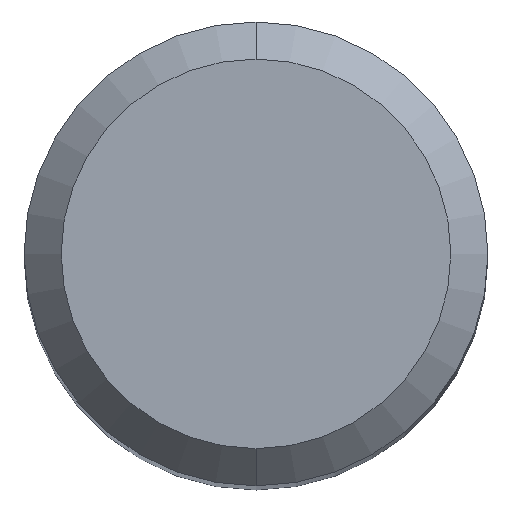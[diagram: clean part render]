
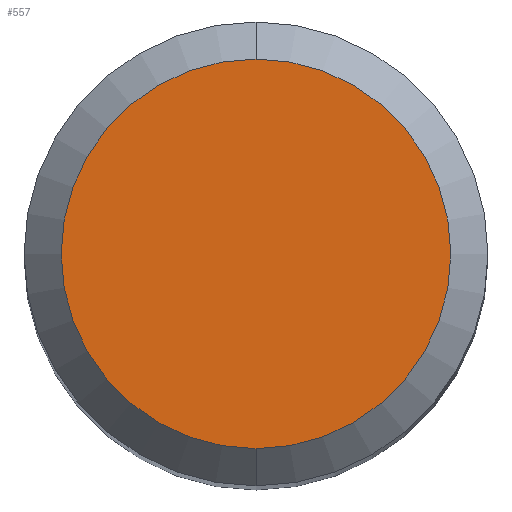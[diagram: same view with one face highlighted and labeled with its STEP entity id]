
A CAD part, top view. The second image highlights one B-rep face of the part: STEP entity #557.
In plain terms, the highlighted planar face has unit normal (0, 0, 1).
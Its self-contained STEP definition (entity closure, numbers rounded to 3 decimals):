
#251=EDGE_CURVE('',#555,#469,#641,.T.);
#411=EDGE_CURVE('',#469,#555,#816,.T.);
#469=VERTEX_POINT('',#882);
#555=VERTEX_POINT('',#978);
#557=ADVANCED_FACE('',(#980),#981,.T.);
#641=CIRCLE('',#1085,2.1);
#816=CIRCLE('',#1340,2.1);
#882=CARTESIAN_POINT('',(0.,-2.1,0.0));
#978=CARTESIAN_POINT('',(0.0,2.1,0.0));
#980=FACE_OUTER_BOUND('',#1680,.T.);
#981=PLANE('',#1681);
#1085=AXIS2_PLACEMENT_3D('',#1818,#1819,#1820);
#1340=AXIS2_PLACEMENT_3D('',#1995,#1996,#1997);
#1680=EDGE_LOOP('',(#2210,#2211));
#1681=AXIS2_PLACEMENT_3D('',#2212,#2213,#2214);
#1818=CARTESIAN_POINT('',(0.0,0.0,0.0));
#1819=DIRECTION('',(0.0,0.0,-1.0));
#1820=DIRECTION('',(0.0,1.0,0.0));
#1995=CARTESIAN_POINT('',(0.0,0.0,0.0));
#1996=DIRECTION('',(0.0,0.0,-1.0));
#1997=DIRECTION('',(0.0,1.0,0.0));
#2210=ORIENTED_EDGE('',*,*,#251,.F.);
#2211=ORIENTED_EDGE('',*,*,#411,.F.);
#2212=CARTESIAN_POINT('',(0.0,1.05,0.0));
#2213=DIRECTION('',(-0.0,0.0,1.0));
#2214=DIRECTION('',(0.0,-1.0,0.0));
